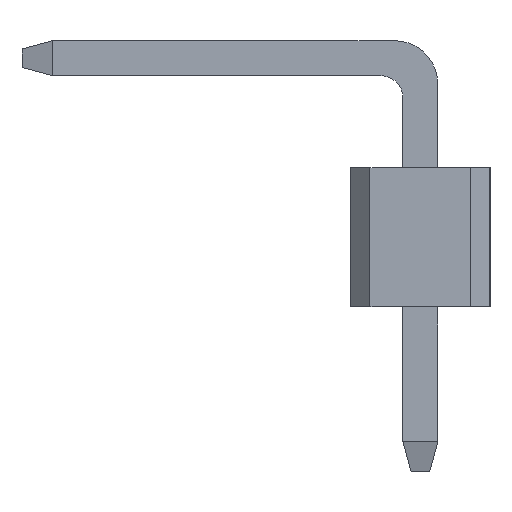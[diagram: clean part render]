
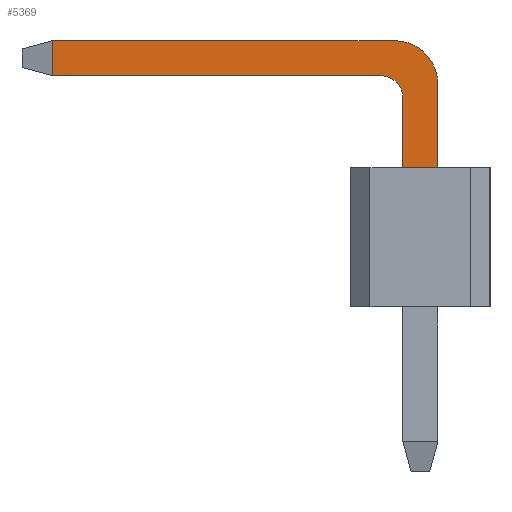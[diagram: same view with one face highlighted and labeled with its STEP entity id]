
A CAD part, left-side view. The second image highlights one B-rep face of the part: STEP entity #5369.
In plain terms, the highlighted planar face has unit normal (-1, 0, 0).
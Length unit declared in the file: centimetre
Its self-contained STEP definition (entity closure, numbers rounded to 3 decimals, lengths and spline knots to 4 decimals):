
#386=CIRCLE('',#5686,0.04);
#387=CIRCLE('',#5687,0.08);
#432=VERTEX_POINT('',#7082);
#433=VERTEX_POINT('',#7084);
#438=VERTEX_POINT('',#7103);
#440=VERTEX_POINT('',#7109);
#441=VERTEX_POINT('',#7111);
#442=VERTEX_POINT('',#7113);
#443=VERTEX_POINT('',#7115);
#444=VERTEX_POINT('',#7117);
#928=VECTOR('',#5999,1.);
#938=VECTOR('',#6013,1.);
#941=VECTOR('',#6017,1.);
#942=VECTOR('',#6020,1.);
#943=VECTOR('',#6021,1.);
#944=VECTOR('',#6022,1.);
#1627=LINE('',#7083,#928);
#1637=LINE('',#7102,#938);
#1640=LINE('',#7108,#941);
#1641=LINE('',#7112,#942);
#1642=LINE('',#7114,#943);
#1643=LINE('',#7116,#944);
#2326=EDGE_CURVE('',#432,#433,#1627,.T.);
#2336=EDGE_CURVE('',#433,#438,#1637,.T.);
#2339=EDGE_CURVE('',#440,#432,#1640,.T.);
#2340=EDGE_CURVE('',#440,#441,#386,.T.);
#2341=EDGE_CURVE('',#442,#441,#1641,.T.);
#2342=EDGE_CURVE('',#443,#442,#1642,.T.);
#2343=EDGE_CURVE('',#444,#443,#1643,.T.);
#2344=EDGE_CURVE('',#438,#444,#387,.T.);
#3132=ORIENTED_EDGE('',*,*,#2326,.F.);
#3133=ORIENTED_EDGE('',*,*,#2339,.F.);
#3134=ORIENTED_EDGE('',*,*,#2340,.T.);
#3135=ORIENTED_EDGE('',*,*,#2341,.F.);
#3136=ORIENTED_EDGE('',*,*,#2342,.F.);
#3137=ORIENTED_EDGE('',*,*,#2343,.F.);
#3138=ORIENTED_EDGE('',*,*,#2344,.F.);
#3139=ORIENTED_EDGE('',*,*,#2336,.F.);
#4693=EDGE_LOOP('',(#3132,#3133,#3134,#3135,#3136,#3137,#3138,#3139));
#5031=FACE_BOUND('',#4693,.T.);
#5369=ADVANCED_FACE('',(#5031),#8593,.F.);
#5685=AXIS2_PLACEMENT_3D('',#7107,#6016,$);
#5686=AXIS2_PLACEMENT_3D('',#7110,#6018,#6019);
#5687=AXIS2_PLACEMENT_3D('',#7118,#6023,#6024);
#5999=DIRECTION('',(0.,0.,1.));
#6013=DIRECTION('',(0.,-1.,0.));
#6016=DIRECTION('',(1.,0.,0.));
#6017=DIRECTION('',(0.,1.,0.));
#6018=DIRECTION('',(1.,0.,0.));
#6019=DIRECTION('',(0.,0.,-0.04));
#6020=DIRECTION('',(0.,0.,1.));
#6021=DIRECTION('',(0.,1.,0.));
#6022=DIRECTION('',(0.,0.,-1.));
#6023=DIRECTION('',(1.,0.,0.));
#6024=DIRECTION('',(0.,0.,-0.08));
#7082=CARTESIAN_POINT('',(-2.572,0.672,0.422));
#7083=CARTESIAN_POINT('',(-2.572,0.672,0.3528));
#7084=CARTESIAN_POINT('',(-2.572,0.672,0.486));
#7102=CARTESIAN_POINT('',(-2.572,0.727,0.486));
#7103=CARTESIAN_POINT('',(-2.572,0.048,0.486));
#7107=CARTESIAN_POINT('',(-2.572,0.1887,0.2516));
#7108=CARTESIAN_POINT('',(-2.572,0.072,0.422));
#7109=CARTESIAN_POINT('',(-2.572,0.072,0.422));
#7110=CARTESIAN_POINT('',(-2.572,0.072,0.382));
#7111=CARTESIAN_POINT('',(-2.572,0.032,0.382));
#7112=CARTESIAN_POINT('',(-2.572,0.032,-0.3));
#7113=CARTESIAN_POINT('',(-2.572,0.032,0.254));
#7114=CARTESIAN_POINT('',(-2.572,0.0943,0.254));
#7115=CARTESIAN_POINT('',(-2.572,-0.032,0.254));
#7116=CARTESIAN_POINT('',(-2.572,-0.032,0.406));
#7117=CARTESIAN_POINT('',(-2.572,-0.032,0.406));
#7118=CARTESIAN_POINT('',(-2.572,0.048,0.406));
#8593=PLANE('',#5685);
